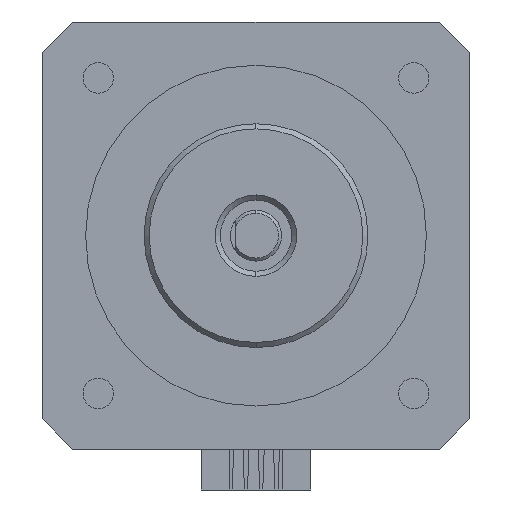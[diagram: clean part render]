
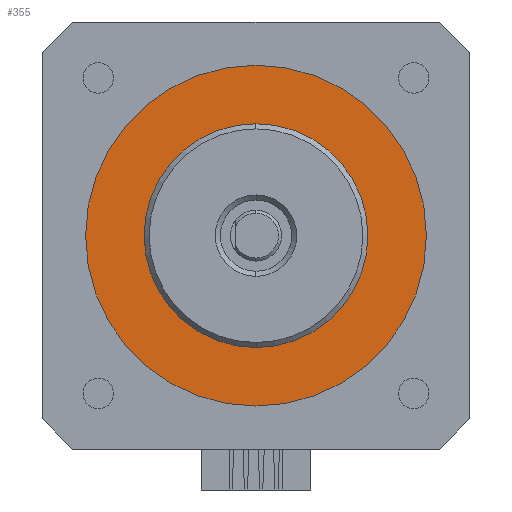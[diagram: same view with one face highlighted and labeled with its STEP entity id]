
A CAD part, left-side view. The second image highlights one B-rep face of the part: STEP entity #355.
In plain terms, the highlighted planar face has unit normal (-1, 0, 0).
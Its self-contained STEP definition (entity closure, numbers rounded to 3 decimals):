
#53 = EDGE_LOOP ( 'NONE', ( #1054, #3741 ) ) ;
#347 = VERTEX_POINT ( 'NONE', #2093 ) ;
#355 = ADVANCED_FACE ( 'NONE', ( #2641, #4763 ), #2565, .T. ) ;
#628 = CARTESIAN_POINT ( 'NONE',  ( -47.6, 0., 3.5 ) ) ;
#656 = CIRCLE ( 'NONE', #5163, 16.75 ) ;
#844 = DIRECTION ( 'NONE',  ( 0., 0., 1. ) ) ;
#1054 = ORIENTED_EDGE ( 'NONE', *, *, #4070, .T. ) ;
#1177 = CARTESIAN_POINT ( 'NONE',  ( -47.6, 0., -3.5 ) ) ;
#1214 = AXIS2_PLACEMENT_3D ( 'NONE', #6477, #6937, #2002 ) ;
#1341 = DIRECTION ( 'NONE',  ( 1., 0., 0. ) ) ;
#1450 = ORIENTED_EDGE ( 'NONE', *, *, #4634, .T. ) ;
#1757 = VERTEX_POINT ( 'NONE', #1177 ) ;
#2002 = DIRECTION ( 'NONE',  ( 0., 0., 1. ) ) ;
#2011 = DIRECTION ( 'NONE',  ( -1., 0., 0. ) ) ;
#2093 = CARTESIAN_POINT ( 'NONE',  ( -47.6, 0., -16.75 ) ) ;
#2125 = AXIS2_PLACEMENT_3D ( 'NONE', #5368, #2011, #5300 ) ;
#2356 = DIRECTION ( 'NONE',  ( 0., 0., 1. ) ) ;
#2565 = PLANE ( 'NONE',  #3637 ) ;
#2641 = FACE_OUTER_BOUND ( 'NONE', #3723, .T. ) ;
#3304 = VERTEX_POINT ( 'NONE', #628 ) ;
#3636 = CARTESIAN_POINT ( 'NONE',  ( -47.6, 0., 0. ) ) ;
#3637 = AXIS2_PLACEMENT_3D ( 'NONE', #6424, #5961, #5450 ) ;
#3723 = EDGE_LOOP ( 'NONE', ( #5874, #1450 ) ) ;
#3741 = ORIENTED_EDGE ( 'NONE', *, *, #4898, .T. ) ;
#4070 = EDGE_CURVE ( 'NONE', #3304, #1757, #5010, .T. ) ;
#4634 = EDGE_CURVE ( 'NONE', #347, #6869, #6393, .T. ) ;
#4763 = FACE_BOUND ( 'NONE', #53, .T. ) ;
#4898 = EDGE_CURVE ( 'NONE', #1757, #3304, #6175, .T. ) ;
#5010 = CIRCLE ( 'NONE', #6049, 3.5 ) ;
#5163 = AXIS2_PLACEMENT_3D ( 'NONE', #3636, #5322, #844 ) ;
#5300 = DIRECTION ( 'NONE',  ( 0., 0., 1. ) ) ;
#5322 = DIRECTION ( 'NONE',  ( -1., 0., 0. ) ) ;
#5368 = CARTESIAN_POINT ( 'NONE',  ( -47.6, 0., 0. ) ) ;
#5450 = DIRECTION ( 'NONE',  ( 0., 0., 1. ) ) ;
#5874 = ORIENTED_EDGE ( 'NONE', *, *, #6263, .T. ) ;
#5961 = DIRECTION ( 'NONE',  ( -1., 0., 0. ) ) ;
#6049 = AXIS2_PLACEMENT_3D ( 'NONE', #6793, #1341, #2356 ) ;
#6175 = CIRCLE ( 'NONE', #1214, 3.5 ) ;
#6263 = EDGE_CURVE ( 'NONE', #6869, #347, #656, .T. ) ;
#6393 = CIRCLE ( 'NONE', #2125, 16.75 ) ;
#6424 = CARTESIAN_POINT ( 'NONE',  ( -47.6, 0., 0. ) ) ;
#6477 = CARTESIAN_POINT ( 'NONE',  ( -47.6, 0., 0. ) ) ;
#6793 = CARTESIAN_POINT ( 'NONE',  ( -47.6, 0., 0. ) ) ;
#6817 = CARTESIAN_POINT ( 'NONE',  ( -47.6, 0., 16.75 ) ) ;
#6869 = VERTEX_POINT ( 'NONE', #6817 ) ;
#6937 = DIRECTION ( 'NONE',  ( 1., 0., 0. ) ) ;
